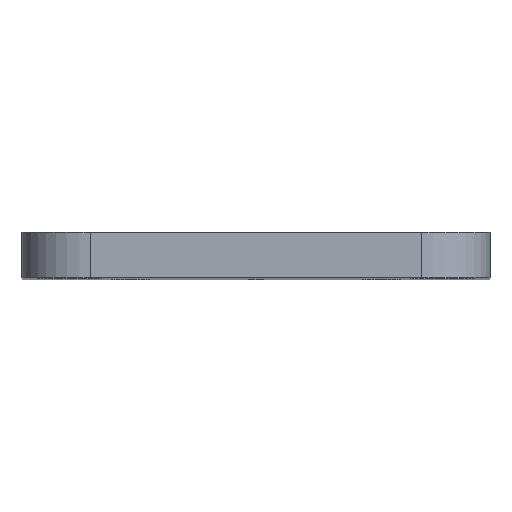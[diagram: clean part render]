
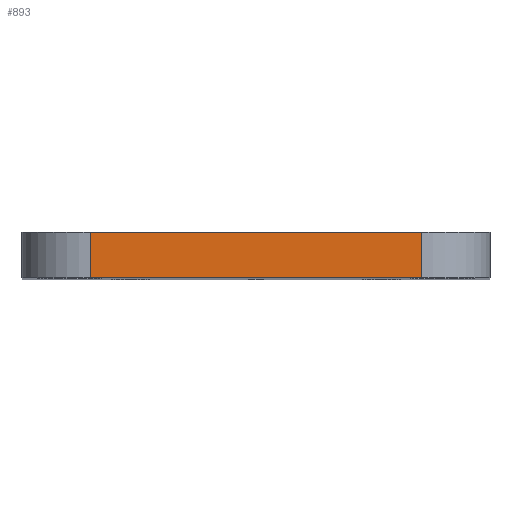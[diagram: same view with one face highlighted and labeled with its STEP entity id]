
A CAD part, top view. The second image highlights one B-rep face of the part: STEP entity #893.
In plain terms, the highlighted planar face has unit normal (0, 0, 1).
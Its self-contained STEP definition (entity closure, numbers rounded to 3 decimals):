
#31 = ORIENTED_EDGE ( 'NONE', *, *, #1052, .T. ) ;
#70 = VECTOR ( 'NONE', #485, 1000. ) ;
#107 = PLANE ( 'NONE',  #710 ) ;
#159 = LINE ( 'NONE', #1662, #70 ) ;
#247 = CARTESIAN_POINT ( 'NONE',  ( -41., 4., 42. ) ) ;
#401 = FACE_OUTER_BOUND ( 'NONE', #1784, .T. ) ;
#485 = DIRECTION ( 'NONE',  ( 1., 0., 0. ) ) ;
#507 = VERTEX_POINT ( 'NONE', #1771 ) ;
#538 = CARTESIAN_POINT ( 'NONE',  ( 29., 4., 42. ) ) ;
#639 = VERTEX_POINT ( 'NONE', #1108 ) ;
#645 = CARTESIAN_POINT ( 'NONE',  ( -29., 4., 42. ) ) ;
#710 = AXIS2_PLACEMENT_3D ( 'NONE', #247, #865, #1885 ) ;
#733 = EDGE_CURVE ( 'NONE', #639, #1823, #1195, .T. ) ;
#775 = EDGE_CURVE ( 'NONE', #1684, #507, #1160, .T. ) ;
#781 = LINE ( 'NONE', #1045, #1524 ) ;
#822 = CARTESIAN_POINT ( 'NONE',  ( 29., 4., 42. ) ) ;
#865 = DIRECTION ( 'NONE',  ( 0., 0., -1. ) ) ;
#893 = ADVANCED_FACE ( 'NONE', ( #401 ), #107, .F. ) ;
#1010 = EDGE_CURVE ( 'NONE', #1684, #1823, #781, .T. ) ;
#1040 = DIRECTION ( 'NONE',  ( 1., 0., 0. ) ) ;
#1045 = CARTESIAN_POINT ( 'NONE',  ( -41., 4., 42. ) ) ;
#1052 = EDGE_CURVE ( 'NONE', #507, #639, #159, .T. ) ;
#1079 = ORIENTED_EDGE ( 'NONE', *, *, #733, .T. ) ;
#1108 = CARTESIAN_POINT ( 'NONE',  ( 29., -4., 42. ) ) ;
#1138 = DIRECTION ( 'NONE',  ( 0., 1., 0. ) ) ;
#1160 = LINE ( 'NONE', #1723, #1621 ) ;
#1195 = LINE ( 'NONE', #538, #1216 ) ;
#1216 = VECTOR ( 'NONE', #1138, 1000. ) ;
#1432 = DIRECTION ( 'NONE',  ( 0., -1., 0. ) ) ;
#1440 = ORIENTED_EDGE ( 'NONE', *, *, #775, .T. ) ;
#1524 = VECTOR ( 'NONE', #1040, 1000. ) ;
#1621 = VECTOR ( 'NONE', #1432, 1000. ) ;
#1662 = CARTESIAN_POINT ( 'NONE',  ( -41., -4., 42. ) ) ;
#1684 = VERTEX_POINT ( 'NONE', #645 ) ;
#1723 = CARTESIAN_POINT ( 'NONE',  ( -29., 4., 42. ) ) ;
#1771 = CARTESIAN_POINT ( 'NONE',  ( -29., -4., 42. ) ) ;
#1784 = EDGE_LOOP ( 'NONE', ( #1898, #1440, #31, #1079 ) ) ;
#1823 = VERTEX_POINT ( 'NONE', #822 ) ;
#1885 = DIRECTION ( 'NONE',  ( -1., 0., 0. ) ) ;
#1898 = ORIENTED_EDGE ( 'NONE', *, *, #1010, .F. ) ;
